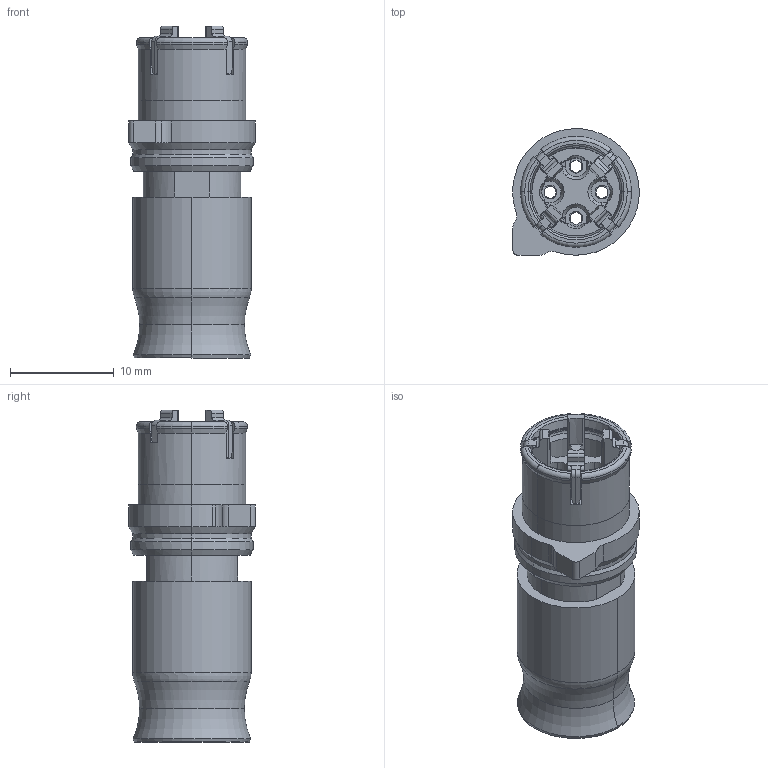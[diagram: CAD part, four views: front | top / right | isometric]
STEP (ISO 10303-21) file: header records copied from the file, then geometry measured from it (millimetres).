
FILE_DESCRIPTION(('CATIA V5 STEP Exchange','CAx-IF Rec.Pracs.--- Model Styling and Organization---1.4--- 2014-01-23'),'2;1');
FILE_NAME ('386154-1_1', '2019-02-28T07:46:20+00:00', ('none'), ('Weidmueller'), 'CATIA Version 5-6 Release 2016 SP3 HF44', 'CATIA V5 STEP AP214', 'none');
FILE_SCHEMA(('AUTOMOTIVE_DESIGN { 1 0 10303 214 1 1 1 1 }'));
Length unit declared in the file: millimetre
Products named in the file (1): 2427930000
Bounding box: 12.2 x 12.19 x 32 mm (x, y, z)
Volume: 1806.4 mm3; surface area: 3910.7 mm2
Topology: 2 solids, 2 shells, 570 faces, 1607 edges, 1040 vertices
Faces by surface type: plane 212, cylinder 179, cone 93, torus 58, extrusion 25, bspline 3
Entity records: 20736 total; most frequent: CARTESIAN_POINT 7096, ORIENTED_EDGE 3214, DIRECTION 2171, EDGE_CURVE 1607, VERTEX_POINT 1040, AXIS2_PLACEMENT_3D 968, VECTOR 696, LINE 671
